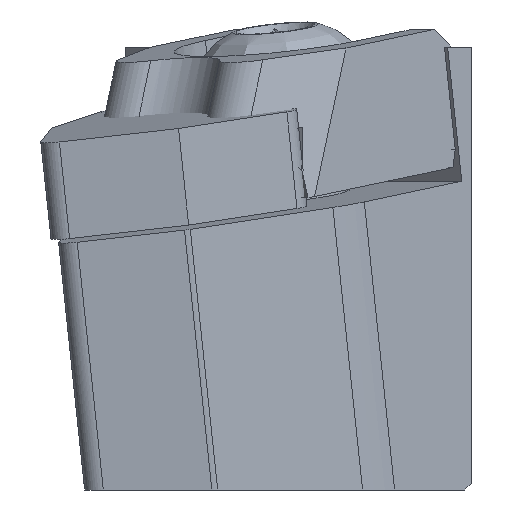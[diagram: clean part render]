
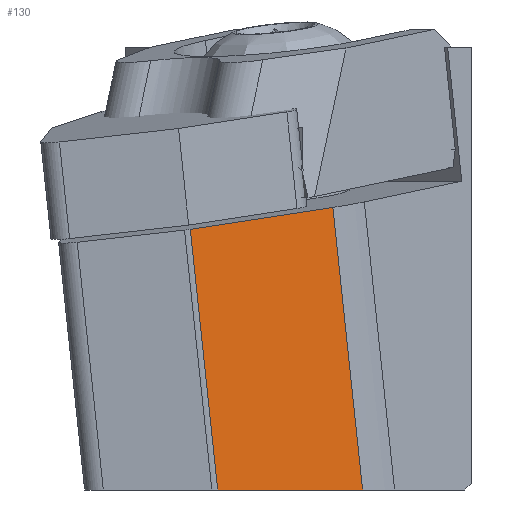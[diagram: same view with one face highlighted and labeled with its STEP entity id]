
A CAD part, left-side view. The second image highlights one B-rep face of the part: STEP entity #130.
In plain terms, the highlighted planar face has unit normal (-0.906, -0.42, -0.051).
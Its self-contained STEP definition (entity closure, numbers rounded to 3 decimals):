
#130=ADVANCED_FACE('',(#279),#210,.F.);
#210=PLANE('',#1559);
#279=FACE_OUTER_BOUND('',#355,.T.);
#355=EDGE_LOOP('',(#483,#484,#485,#486));
#483=ORIENTED_EDGE('',*,*,#1033,.F.);
#484=ORIENTED_EDGE('',*,*,#1032,.F.);
#485=ORIENTED_EDGE('',*,*,#1034,.F.);
#486=ORIENTED_EDGE('',*,*,#1035,.T.);
#889=VERTEX_POINT('',#2140);
#890=VERTEX_POINT('',#2142);
#891=VERTEX_POINT('',#2146);
#892=VERTEX_POINT('',#2148);
#1032=EDGE_CURVE('',#890,#889,#1234,.T.);
#1033=EDGE_CURVE('',#889,#891,#1235,.T.);
#1034=EDGE_CURVE('',#892,#890,#1236,.T.);
#1035=EDGE_CURVE('',#892,#891,#1237,.T.);
#1234=LINE('',#2143,#1402);
#1235=LINE('',#2145,#1403);
#1236=LINE('',#2147,#1404);
#1237=LINE('',#2149,#1405);
#1402=VECTOR('',#1724,1.);
#1403=VECTOR('',#1727,1.);
#1404=VECTOR('',#1728,1.);
#1405=VECTOR('',#1729,1.);
#1559=AXIS2_PLACEMENT_3D('',#2150,#1730,#1731);
#1724=DIRECTION('',(-0.105,0.104,0.989));
#1727=DIRECTION('',(0.41,-0.901,0.138));
#1728=DIRECTION('',(-0.421,0.907,0.));
#1729=DIRECTION('',(-0.105,0.104,0.989));
#1730=DIRECTION('',(0.906,0.42,0.052));
#1731=DIRECTION('',(0.421,-0.907,0.));
#2140=CARTESIAN_POINT('',(1.343,13.001,-3.935));
#2142=CARTESIAN_POINT('',(2.618,11.733,-16.));
#2143=CARTESIAN_POINT('',(3.434,10.922,-23.716));
#2145=CARTESIAN_POINT('',(1.343,13.001,-3.935));
#2146=CARTESIAN_POINT('',(4.349,6.401,-2.924));
#2147=CARTESIAN_POINT('',(3.073,10.754,-16.));
#2148=CARTESIAN_POINT('',(5.731,5.027,-16.));
#2149=CARTESIAN_POINT('',(6.439,4.322,-22.705));
#2150=CARTESIAN_POINT('',(3.434,10.922,-23.716));
